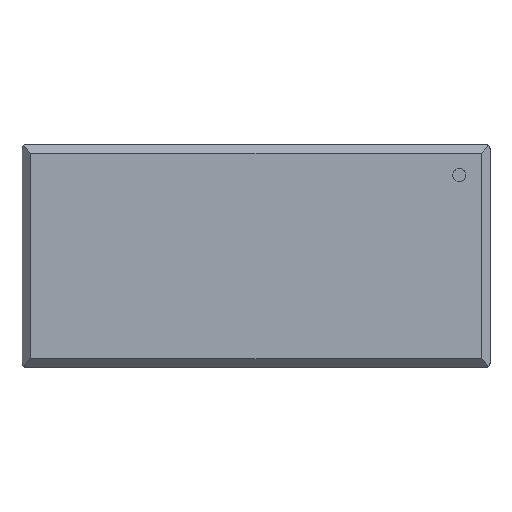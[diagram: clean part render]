
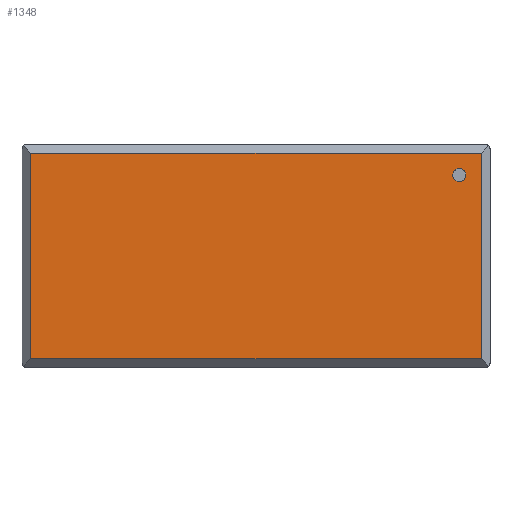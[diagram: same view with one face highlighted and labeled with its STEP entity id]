
A CAD part, top view. The second image highlights one B-rep face of the part: STEP entity #1348.
In plain terms, the highlighted planar face has unit normal (0, 0, 1).
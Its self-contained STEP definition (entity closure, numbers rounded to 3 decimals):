
#40=LINE($,#1961,#208);
#45=LINE($,#1978,#213);
#50=LINE($,#1991,#218);
#56=LINE($,#2008,#224);
#208=VECTOR($,#1578,23.4);
#213=VECTOR($,#1593,51.3);
#218=VECTOR($,#1606,51.3);
#224=VECTOR($,#1624,23.4);
#382=PLANE($,#1480);
#461=FACE_BOUND($,#566,.T.);
#473=FACE_OUTER_BOUND($,#565,.T.);
#565=EDGE_LOOP($,(#1009,#1010,#1011,#1012));
#566=EDGE_LOOP($,(#1013));
#648=CIRCLE($,#1459,0.75);
#656=VERTEX_POINT($,#1951);
#659=VERTEX_POINT($,#1958);
#660=VERTEX_POINT($,#1960);
#667=VERTEX_POINT($,#1976);
#671=VERTEX_POINT($,#1990);
#780=EDGE_CURVE($,#656,#656,#648,.T.);
#783=EDGE_CURVE($,#659,#660,#40,.T.);
#792=EDGE_CURVE($,#667,#659,#45,.T.);
#798=EDGE_CURVE($,#660,#671,#50,.T.);
#807=EDGE_CURVE($,#671,#667,#56,.T.);
#1009=ORIENTED_EDGE($,*,*,#783,.F.);
#1010=ORIENTED_EDGE($,*,*,#792,.F.);
#1011=ORIENTED_EDGE($,*,*,#807,.F.);
#1012=ORIENTED_EDGE($,*,*,#798,.F.);
#1013=ORIENTED_EDGE($,*,*,#780,.T.);
#1348=ADVANCED_FACE($,(#473,#461),#382,.T.);
#1459=AXIS2_PLACEMENT_3D($,#1952,#1569,#1570);
#1480=AXIS2_PLACEMENT_3D($,#2014,#1630,#1631);
#1569=DIRECTION('center_axis',(0.,0.,-1.));
#1570=DIRECTION('ref_axis',(-1.,0.,0.));
#1578=DIRECTION($,(0.,1.,0.));
#1593=DIRECTION($,(-1.,0.,0.));
#1606=DIRECTION($,(1.,0.,0.));
#1624=DIRECTION($,(0.,-1.,0.));
#1630=DIRECTION('center_axis',(0.,0.,1.));
#1631=DIRECTION('ref_axis',(1.,0.,0.));
#1951=CARTESIAN_POINT('',(23.9,9.2,8.91));
#1952=CARTESIAN_POINT('Origin',(23.15,9.2,8.91));
#1958=CARTESIAN_POINT('',(-25.65,-11.7,8.91));
#1960=CARTESIAN_POINT('',(-25.65,11.7,8.91));
#1961=CARTESIAN_POINT($,(-25.65,6.35,8.91));
#1976=CARTESIAN_POINT('',(25.65,-11.7,8.91));
#1978=CARTESIAN_POINT($,(-13.325,-11.7,8.91));
#1990=CARTESIAN_POINT('',(25.65,11.7,8.91));
#1991=CARTESIAN_POINT($,(13.325,11.7,8.91));
#2008=CARTESIAN_POINT($,(25.65,-6.35,8.91));
#2014=CARTESIAN_POINT('Origin',(0.,0.,
8.91));
